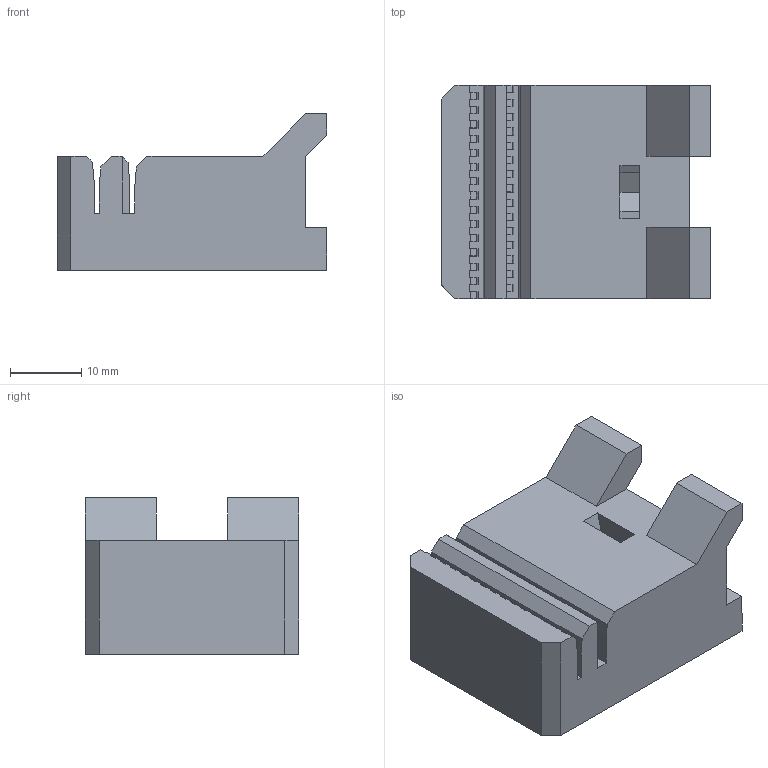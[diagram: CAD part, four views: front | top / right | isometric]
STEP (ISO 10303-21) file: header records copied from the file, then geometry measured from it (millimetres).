
FILE_DESCRIPTION(/* description */ (''),/* implementation_level */ '2;1');
FILE_NAME(/* name */ 'y-belt-holder.step',/* time_stamp */ '2018-09-10T23:05:35-06:00',/* author */ ('***REMOVED***'),/* organization */ (''),/* preprocessor_version */ 'ST-DEVELOPER v17.2',/* originating_system */ 'Autodesk Translation Framework v7.6.0.251',/* authorisation */ '');
FILE_SCHEMA (('AUTOMOTIVE_DESIGN { 1 0 10303 214 3 1 1 }'));
Length unit declared in the file: millimetre
Products named in the file (2): Y Belt Holder; Belt Holder
Assembly tree (1 placements, depth 2):
  Y Belt Holder
    Belt Holder
Bounding box: 37.95 x 30 x 22 mm (x, y, z)
Volume: 16727.8 mm3; surface area: 6226.4 mm2
Topology: 1 solids, 1 shells, 224 faces, 629 edges, 409 vertices
Faces by surface type: plane 222, cylinder 2
Full cylindrical faces by diameter (mm): 3.3 x2
Entity records: 7086 total; most frequent: CARTESIAN_POINT 1265, ORIENTED_EDGE 1258, DIRECTION 1087, EDGE_CURVE 629, LINE 625, VECTOR 625, VERTEX_POINT 409, AXIS2_PLACEMENT_3D 231
